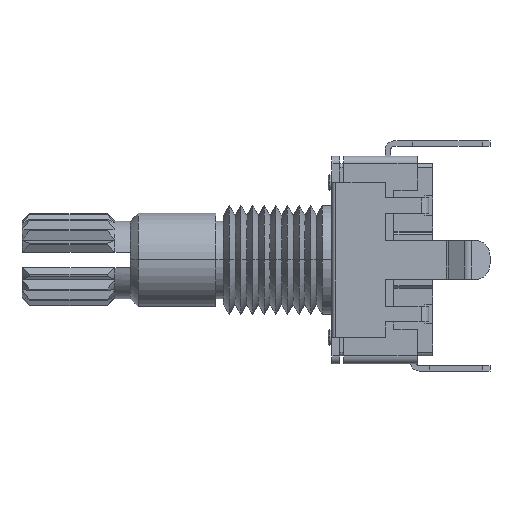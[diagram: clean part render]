
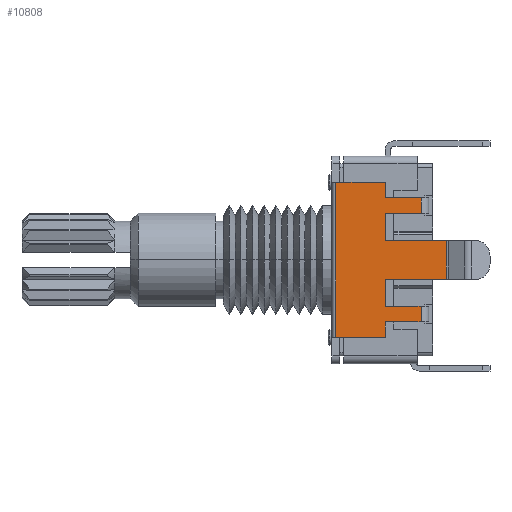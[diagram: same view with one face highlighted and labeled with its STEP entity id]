
A CAD part, left-side view. The second image highlights one B-rep face of the part: STEP entity #10808.
In plain terms, the highlighted planar face has unit normal (-1, 0, 0).
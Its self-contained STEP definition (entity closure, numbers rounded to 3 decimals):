
#406=DIRECTION('',(0.,-1.,0.));
#407=VECTOR('',#406,3.2);
#408=CARTESIAN_POINT('',(-6.25,6.25,-5.));
#409=LINE('',#408,#407);
#647=DIRECTION('',(0.,-1.,0.));
#648=VECTOR('',#647,2.3);
#649=CARTESIAN_POINT('',(-6.25,3.05,4.));
#650=LINE('',#649,#648);
#1374=DIRECTION('',(0.,-1.,0.));
#1375=VECTOR('',#1374,2.3);
#1376=CARTESIAN_POINT('',(-6.25,3.05,3.));
#1377=LINE('',#1376,#1375);
#1483=DIRECTION('',(0.,0.,1.));
#1484=VECTOR('',#1483,1.);
#1485=CARTESIAN_POINT('',(-6.25,3.05,4.));
#1486=LINE('',#1485,#1484);
#1497=DIRECTION('',(0.,0.,1.));
#1498=VECTOR('',#1497,1.);
#1499=CARTESIAN_POINT('',(-6.25,3.05,-5.));
#1500=LINE('',#1499,#1498);
#1518=DIRECTION('',(0.,0.,1.));
#1519=VECTOR('',#1518,1.75);
#1520=CARTESIAN_POINT('',(-6.25,3.05,-3.));
#1521=LINE('',#1520,#1519);
#1532=DIRECTION('',(0.,0.,1.));
#1533=VECTOR('',#1532,1.75);
#1534=CARTESIAN_POINT('',(-6.25,3.05,1.25));
#1535=LINE('',#1534,#1533);
#1546=DIRECTION('',(0.,0.,1.));
#1547=VECTOR('',#1546,2.5);
#1548=CARTESIAN_POINT('',(-6.25,-0.885,-1.25));
#1549=LINE('',#1548,#1547);
#1553=DIRECTION('',(0.,0.,1.));
#1554=VECTOR('',#1553,10.);
#1555=CARTESIAN_POINT('',(-6.25,6.25,-5.));
#1556=LINE('',#1555,#1554);
#1691=DIRECTION('',(0.,-1.,0.));
#1692=VECTOR('',#1691,3.935);
#1693=CARTESIAN_POINT('',(-6.25,3.05,-1.25));
#1694=LINE('',#1693,#1692);
#1867=DIRECTION('',(0.,-1.,0.));
#1868=VECTOR('',#1867,3.935);
#1869=CARTESIAN_POINT('',(-6.25,3.05,1.25));
#1870=LINE('',#1869,#1868);
#3381=DIRECTION('',(0.,-1.,0.));
#3382=VECTOR('',#3381,3.2);
#3383=CARTESIAN_POINT('',(-6.25,6.25,5.));
#3384=LINE('',#3383,#3382);
#3791=DIRECTION('',(0.,-1.,0.));
#3792=VECTOR('',#3791,2.3);
#3793=CARTESIAN_POINT('',(-6.25,3.05,-4.));
#3794=LINE('',#3793,#3792);
#3893=DIRECTION('',(0.,0.,1.));
#3894=VECTOR('',#3893,1.);
#3895=CARTESIAN_POINT('',(-6.25,0.75,-4.));
#3896=LINE('',#3895,#3894);
#3944=DIRECTION('',(0.,-1.,0.));
#3945=VECTOR('',#3944,2.3);
#3946=CARTESIAN_POINT('',(-6.25,3.05,-3.));
#3947=LINE('',#3946,#3945);
#4247=DIRECTION('',(0.,0.,1.));
#4248=VECTOR('',#4247,1.);
#4249=CARTESIAN_POINT('',(-6.25,0.75,3.));
#4250=LINE('',#4249,#4248);
#9058=CARTESIAN_POINT('',(-6.25,6.25,-5.));
#9059=CARTESIAN_POINT('',(-6.25,3.05,-5.));
#9060=VERTEX_POINT('',#9058);
#9061=VERTEX_POINT('',#9059);
#9066=CARTESIAN_POINT('',(-6.25,6.25,5.));
#9067=CARTESIAN_POINT('',(-6.25,3.05,5.));
#9068=VERTEX_POINT('',#9066);
#9069=VERTEX_POINT('',#9067);
#9106=CARTESIAN_POINT('',(-6.25,0.75,3.));
#9108=VERTEX_POINT('',#9106);
#9126=CARTESIAN_POINT('',(-6.25,0.75,4.));
#9128=VERTEX_POINT('',#9126);
#9178=CARTESIAN_POINT('',(-6.25,3.05,3.));
#9179=VERTEX_POINT('',#9178);
#9180=CARTESIAN_POINT('',(-6.25,3.05,4.));
#9181=VERTEX_POINT('',#9180);
#9186=CARTESIAN_POINT('',(-6.25,0.75,-4.));
#9188=VERTEX_POINT('',#9186);
#9206=CARTESIAN_POINT('',(-6.25,0.75,-3.));
#9208=VERTEX_POINT('',#9206);
#9258=CARTESIAN_POINT('',(-6.25,3.05,-4.));
#9259=VERTEX_POINT('',#9258);
#9260=CARTESIAN_POINT('',(-6.25,3.05,-3.));
#9261=VERTEX_POINT('',#9260);
#9282=CARTESIAN_POINT('',(-6.25,3.05,-1.25));
#9283=VERTEX_POINT('',#9282);
#9284=CARTESIAN_POINT('',(-6.25,3.05,1.25));
#9285=VERTEX_POINT('',#9284);
#9318=CARTESIAN_POINT('',(-6.25,-0.885,-1.25));
#9319=CARTESIAN_POINT('',(-6.25,-0.885,1.25));
#9320=VERTEX_POINT('',#9318);
#9321=VERTEX_POINT('',#9319);
#10776=CARTESIAN_POINT('',(-6.25,6.25,-5.));
#10777=DIRECTION('',(-1.,0.,0.));
#10778=DIRECTION('',(0.,-1.,0.));
#10779=AXIS2_PLACEMENT_3D('',#10776,#10777,#10778);
#10780=PLANE('',#10779);
#10782=ORIENTED_EDGE('',*,*,#10781,.F.);
#10784=ORIENTED_EDGE('',*,*,#10783,.F.);
#10785=ORIENTED_EDGE('',*,*,#10757,.F.);
#10787=ORIENTED_EDGE('',*,*,#10786,.T.);
#10789=ORIENTED_EDGE('',*,*,#10788,.F.);
#10791=ORIENTED_EDGE('',*,*,#10790,.F.);
#10792=ORIENTED_EDGE('',*,*,#10742,.F.);
#10793=ORIENTED_EDGE('',*,*,#10044,.F.);
#10795=ORIENTED_EDGE('',*,*,#10794,.T.);
#10797=ORIENTED_EDGE('',*,*,#10796,.T.);
#10798=ORIENTED_EDGE('',*,*,#10725,.F.);
#10799=ORIENTED_EDGE('',*,*,#10216,.T.);
#10801=ORIENTED_EDGE('',*,*,#10800,.F.);
#10802=ORIENTED_EDGE('',*,*,#10675,.F.);
#10803=ORIENTED_EDGE('',*,*,#10769,.F.);
#10805=ORIENTED_EDGE('',*,*,#10804,.T.);
#10806=EDGE_LOOP('',(#10782,#10784,#10785,#10787,#10789,#10791,#10792,#10793,
#10795,#10797,#10798,#10799,#10801,#10802,#10803,#10805));
#10807=FACE_OUTER_BOUND('',#10806,.F.);
#10808=ADVANCED_FACE('',(#10807),#10780,.T.);
#10044=EDGE_CURVE('',#9060,#9061,#409,.T.);
#10216=EDGE_CURVE('',#9181,#9128,#650,.T.);
#10675=EDGE_CURVE('',#9179,#9108,#1377,.T.);
#10725=EDGE_CURVE('',#9181,#9069,#1486,.T.);
#10742=EDGE_CURVE('',#9061,#9259,#1500,.T.);
#10757=EDGE_CURVE('',#9261,#9283,#1521,.T.);
#10769=EDGE_CURVE('',#9285,#9179,#1535,.T.);
#10781=EDGE_CURVE('',#9320,#9321,#1549,.T.);
#10783=EDGE_CURVE('',#9283,#9320,#1694,.T.);
#10786=EDGE_CURVE('',#9261,#9208,#3947,.T.);
#10788=EDGE_CURVE('',#9188,#9208,#3896,.T.);
#10790=EDGE_CURVE('',#9259,#9188,#3794,.T.);
#10794=EDGE_CURVE('',#9060,#9068,#1556,.T.);
#10796=EDGE_CURVE('',#9068,#9069,#3384,.T.);
#10800=EDGE_CURVE('',#9108,#9128,#4250,.T.);
#10804=EDGE_CURVE('',#9285,#9321,#1870,.T.);
